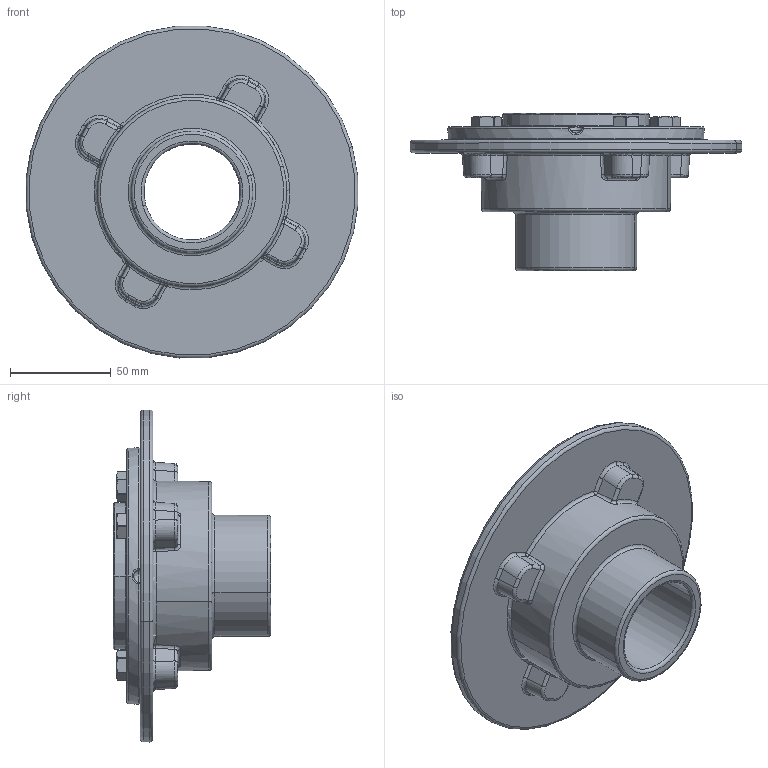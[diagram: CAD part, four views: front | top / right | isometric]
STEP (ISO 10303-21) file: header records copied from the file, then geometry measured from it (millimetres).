
FILE_DESCRIPTION((''),'2;1');
FILE_NAME('278-01_ASM','2014-08-25T',('rsmith'),(''),'PRO/ENGINEER BY PARAMETRIC TECHNOLOGY CORPORATION, 2013150','PRO/ENGINEER BY PARAMETRIC TECHNOLOGY CORPORATION, 2013150','');
FILE_SCHEMA(('CONFIG_CONTROL_DESIGN'));
Length unit declared in the file: inch
Products named in the file (4): 92515; 92516; 92521; 278-01_ASM
Assembly tree (6 placements, depth 2):
  278-01_ASM
    92515
    92516
    92521  x4
Bounding box: 164.66 x 78.11 x 164.66 mm (x, y, z)
Volume: 290887 mm3; surface area: 102970 mm2
Topology: 6 solids, 6 shells, 969 faces, 2214 edges, 1262 vertices
Faces by surface type: cylinder 452, cone 244, bspline 96, plane 85, torus 60, sphere 32
Entity records: 30250 total; most frequent: CARTESIAN_POINT 17861, ORIENTED_EDGE 2730, DIRECTION 2334, EDGE_CURVE 1365, AXIS2_PLACEMENT_3D 940, VERTEX_POINT 800, EDGE_LOOP 595, FACE_OUTER_BOUND 573
